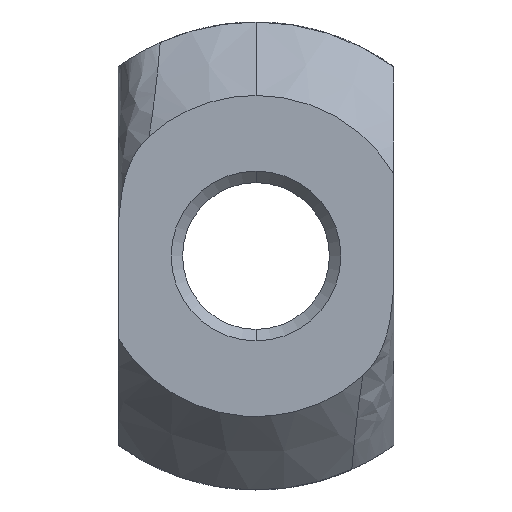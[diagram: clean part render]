
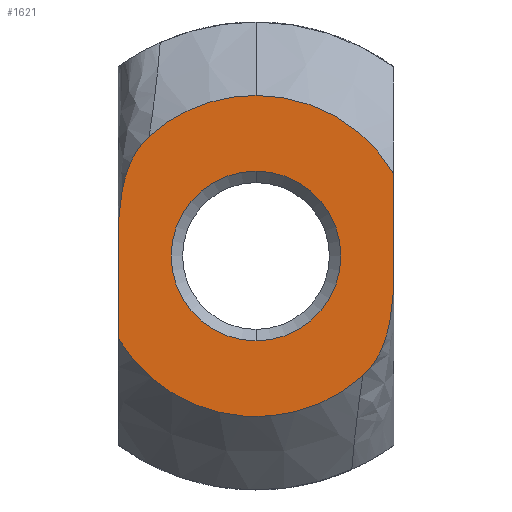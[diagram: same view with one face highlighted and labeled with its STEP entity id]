
A CAD part, front view. The second image highlights one B-rep face of the part: STEP entity #1621.
In plain terms, the highlighted planar face has unit normal (0, -1, 0).
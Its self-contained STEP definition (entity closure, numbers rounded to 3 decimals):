
#18 = CARTESIAN_POINT ( 'NONE',  ( -2.798, -3., 1.905 ) ) ;
#108 = CARTESIAN_POINT ( 'NONE',  ( 2.95, -3., -1.287 ) ) ;
#132 = EDGE_CURVE ( 'NONE', #762, #2211, #865, .T. ) ;
#137 = DIRECTION ( 'NONE',  ( 0., 1., 0. ) ) ;
#185 = DIRECTION ( 'NONE',  ( 0., 1., 0. ) ) ;
#190 = FACE_OUTER_BOUND ( 'NONE', #2815, .T. ) ;
#221 = EDGE_CURVE ( 'NONE', #1586, #2052, #2407, .T. ) ;
#246 = ORIENTED_EDGE ( 'NONE', *, *, #2981, .T. ) ;
#256 = VECTOR ( 'NONE', #652, 1000. ) ;
#261 = CARTESIAN_POINT ( 'NONE',  ( -2.95, -3., 1.287 ) ) ;
#296 = EDGE_CURVE ( 'NONE', #1587, #1586, #748, .T. ) ;
#344 = CARTESIAN_POINT ( 'NONE',  ( 2.999, -3., -0.65 ) ) ;
#491 = CARTESIAN_POINT ( 'NONE',  ( -2.999, -3., 0.65 ) ) ;
#596 = EDGE_CURVE ( 'NONE', #1690, #1205, #2936, .T. ) ;
#605 = CARTESIAN_POINT ( 'NONE',  ( 3., -3., 1.803 ) ) ;
#652 = DIRECTION ( 'NONE',  ( 0., 0., 1. ) ) ;
#653 = VECTOR ( 'NONE', #1837, 1000. ) ;
#676 = EDGE_CURVE ( 'NONE', #2475, #1587, #1876, .T. ) ;
#723 = CARTESIAN_POINT ( 'NONE',  ( -3., -3., 0.225 ) ) ;
#748 = CIRCLE ( 'NONE', #968, 3.5 ) ;
#751 = DIRECTION ( 'NONE',  ( 0., 0., 1. ) ) ;
#762 = VERTEX_POINT ( 'NONE', #2057 ) ;
#803 = ORIENTED_EDGE ( 'NONE', *, *, #676, .F. ) ;
#804 = CARTESIAN_POINT ( 'NONE',  ( 2.491, -3., -2.468 ) ) ;
#865 = CIRCLE ( 'NONE', #876, 1.85 ) ;
#876 = AXIS2_PLACEMENT_3D ( 'NONE', #1529, #1966, #1353 ) ;
#889 = ORIENTED_EDGE ( 'NONE', *, *, #221, .F. ) ;
#932 = CARTESIAN_POINT ( 'NONE',  ( 0., -3., -1.85 ) ) ;
#968 = AXIS2_PLACEMENT_3D ( 'NONE', #1711, #2658, #1226 ) ;
#1016 = ORIENTED_EDGE ( 'NONE', *, *, #296, .F. ) ;
#1057 = CARTESIAN_POINT ( 'NONE',  ( 3., -3., -0.225 ) ) ;
#1197 = EDGE_CURVE ( 'NONE', #1205, #1748, #2084, .T. ) ;
#1205 = VERTEX_POINT ( 'NONE', #2802 ) ;
#1226 = DIRECTION ( 'NONE',  ( 0., 0., 1. ) ) ;
#1239 = CARTESIAN_POINT ( 'NONE',  ( 2.611, -3., -2.29 ) ) ;
#1251 = ORIENTED_EDGE ( 'NONE', *, *, #596, .F. ) ;
#1269 = DIRECTION ( 'NONE',  ( 0., 1., 0. ) ) ;
#1353 = DIRECTION ( 'NONE',  ( 0., 0., 1. ) ) ;
#1399 = CARTESIAN_POINT ( 'NONE',  ( -2.611, -3., 2.29 ) ) ;
#1487 = CARTESIAN_POINT ( 'NONE',  ( 2.861, -3., -1.703 ) ) ;
#1512 = CARTESIAN_POINT ( 'NONE',  ( 2.33, -3., -2.611 ) ) ;
#1529 = CARTESIAN_POINT ( 'NONE',  ( 0., -3., 0. ) ) ;
#1586 = VERTEX_POINT ( 'NONE', #605 ) ;
#1587 = VERTEX_POINT ( 'NONE', #1718 ) ;
#1614 = CARTESIAN_POINT ( 'NONE',  ( -3., -3., -5. ) ) ;
#1621 = ADVANCED_FACE ( 'NONE', ( #1932, #190 ), #2902, .F. ) ;
#1631 = CARTESIAN_POINT ( 'NONE',  ( -2.861, -3., 1.703 ) ) ;
#1652 = ORIENTED_EDGE ( 'NONE', *, *, #2269, .T. ) ;
#1690 = VERTEX_POINT ( 'NONE', #1512 ) ;
#1702 = CARTESIAN_POINT ( 'NONE',  ( 2.974, -3., -1.074 ) ) ;
#1711 = CARTESIAN_POINT ( 'NONE',  ( 0., -3., 0. ) ) ;
#1714 = ORIENTED_EDGE ( 'NONE', *, *, #1197, .F. ) ;
#1717 = CIRCLE ( 'NONE', #2763, 1.85 ) ;
#1718 = CARTESIAN_POINT ( 'NONE',  ( 0., -3., 3.5 ) ) ;
#1748 = VERTEX_POINT ( 'NONE', #2100 ) ;
#1767 = DIRECTION ( 'NONE',  ( 0., 0., 1. ) ) ;
#1781 = CARTESIAN_POINT ( 'NONE',  ( 3., -3., -0.225 ) ) ;
#1787 = CARTESIAN_POINT ( 'NONE',  ( 0., -3., 0. ) ) ;
#1837 = DIRECTION ( 'NONE',  ( 0., 0., -1. ) ) ;
#1847 = CARTESIAN_POINT ( 'NONE',  ( -2.974, -3., 1.074 ) ) ;
#1876 = CIRCLE ( 'NONE', #2827, 3.5 ) ;
#1932 = FACE_BOUND ( 'NONE', #2449, .T. ) ;
#1945 = CARTESIAN_POINT ( 'NONE',  ( 3., -3., -0.437 ) ) ;
#1966 = DIRECTION ( 'NONE',  ( 0., 1., 0. ) ) ;
#2039 = B_SPLINE_CURVE_WITH_KNOTS ( 'NONE', 3,
 ( #2401, #804, #1239, #2869, #1487, #108, #1702, #344, #1945, #1781 ),
 .UNSPECIFIED., .F., .F.,
 ( 4, 2, 2, 2, 4 ),
 ( 0., 0.001, 0.001, 0.002, 0.003 ),
 .UNSPECIFIED. ) ;
#2052 = VERTEX_POINT ( 'NONE', #1057 ) ;
#2057 = CARTESIAN_POINT ( 'NONE',  ( 0., -3., 1.85 ) ) ;
#2070 = ORIENTED_EDGE ( 'NONE', *, *, #132, .T. ) ;
#2084 = LINE ( 'NONE', #1614, #256 ) ;
#2093 = CARTESIAN_POINT ( 'NONE',  ( -3., -3., 0.437 ) ) ;
#2100 = CARTESIAN_POINT ( 'NONE',  ( -3., -3., 0.225 ) ) ;
#2172 = AXIS2_PLACEMENT_3D ( 'NONE', #2420, #137, #2665 ) ;
#2211 = VERTEX_POINT ( 'NONE', #932 ) ;
#2224 = ORIENTED_EDGE ( 'NONE', *, *, #2541, .T. ) ;
#2253 = B_SPLINE_CURVE_WITH_KNOTS ( 'NONE', 3,
 ( #2305, #2786, #1399, #18, #1631, #261, #1847, #491, #2093, #723 ),
 .UNSPECIFIED., .F., .F.,
 ( 4, 2, 2, 2, 4 ),
 ( 0., 0.001, 0.001, 0.002, 0.003 ),
 .UNSPECIFIED. ) ;
#2269 = EDGE_CURVE ( 'NONE', #2475, #1748, #2253, .T. ) ;
#2305 = CARTESIAN_POINT ( 'NONE',  ( -2.33, -3., 2.611 ) ) ;
#2401 = CARTESIAN_POINT ( 'NONE',  ( 2.33, -3., -2.611 ) ) ;
#2407 = LINE ( 'NONE', #2795, #653 ) ;
#2420 = CARTESIAN_POINT ( 'NONE',  ( 0., -3., 0. ) ) ;
#2449 = EDGE_LOOP ( 'NONE', ( #2224, #2070 ) ) ;
#2460 = CARTESIAN_POINT ( 'NONE',  ( 0., -3., 0. ) ) ;
#2475 = VERTEX_POINT ( 'NONE', #2633 ) ;
#2541 = EDGE_CURVE ( 'NONE', #2211, #762, #1717, .T. ) ;
#2633 = CARTESIAN_POINT ( 'NONE',  ( -2.33, -3., 2.611 ) ) ;
#2658 = DIRECTION ( 'NONE',  ( 0., 1., 0. ) ) ;
#2664 = CARTESIAN_POINT ( 'NONE',  ( 0., -3., 0. ) ) ;
#2665 = DIRECTION ( 'NONE',  ( 0., 0., 1. ) ) ;
#2686 = AXIS2_PLACEMENT_3D ( 'NONE', #2460, #2926, #1767 ) ;
#2763 = AXIS2_PLACEMENT_3D ( 'NONE', #2664, #1269, #2900 ) ;
#2786 = CARTESIAN_POINT ( 'NONE',  ( -2.491, -3., 2.468 ) ) ;
#2795 = CARTESIAN_POINT ( 'NONE',  ( 3., -3., -5. ) ) ;
#2802 = CARTESIAN_POINT ( 'NONE',  ( -3., -3., -1.803 ) ) ;
#2815 = EDGE_LOOP ( 'NONE', ( #1251, #246, #889, #1016, #803, #1652, #1714 ) ) ;
#2827 = AXIS2_PLACEMENT_3D ( 'NONE', #1787, #185, #751 ) ;
#2869 = CARTESIAN_POINT ( 'NONE',  ( 2.798, -3., -1.905 ) ) ;
#2900 = DIRECTION ( 'NONE',  ( 0., 0., 1. ) ) ;
#2902 = PLANE ( 'NONE',  #2172 ) ;
#2926 = DIRECTION ( 'NONE',  ( 0., 1., 0. ) ) ;
#2936 = CIRCLE ( 'NONE', #2686, 3.5 ) ;
#2981 = EDGE_CURVE ( 'NONE', #1690, #2052, #2039, .T. ) ;
